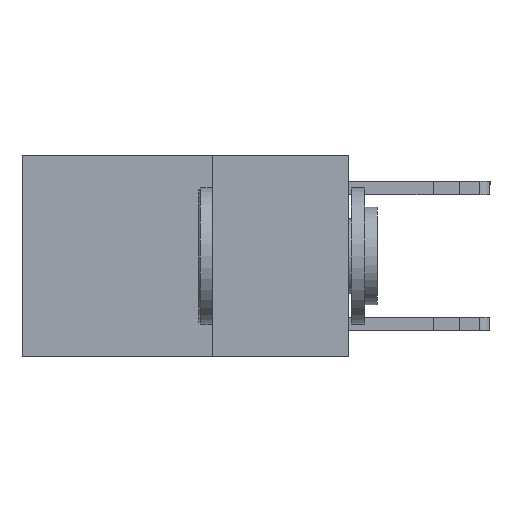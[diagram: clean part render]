
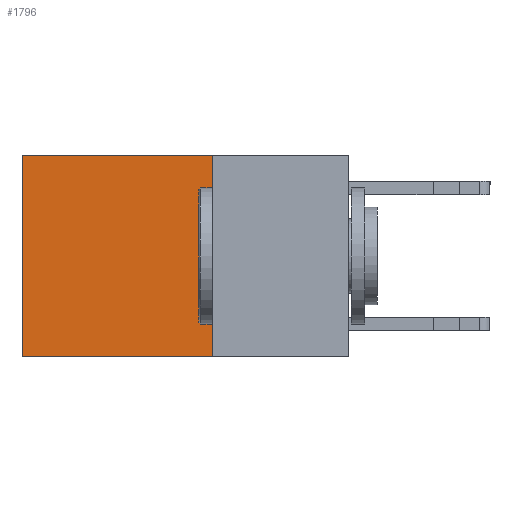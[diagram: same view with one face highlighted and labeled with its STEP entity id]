
A CAD part, left-side view. The second image highlights one B-rep face of the part: STEP entity #1796.
In plain terms, the highlighted planar face has unit normal (-1, 0, 0).
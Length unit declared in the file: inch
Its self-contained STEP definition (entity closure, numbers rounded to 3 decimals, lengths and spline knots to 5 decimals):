
#39 = AXIS2_PLACEMENT_3D ( 'NONE', #12831, #11842, #11117 ) ;
#225 = CARTESIAN_POINT ( 'NONE',  ( 0.2625, 0.6, 0. ) ) ;
#402 = DIRECTION ( 'NONE',  ( 0., 1., 0. ) ) ;
#534 = VERTEX_POINT ( 'NONE', #3925 ) ;
#744 = PLANE ( 'NONE',  #39 ) ;
#786 = LINE ( 'NONE', #5674, #1953 ) ;
#1796 = ADVANCED_FACE ( 'NONE', ( #4774 ), #744, .F. ) ;
#1953 = VECTOR ( 'NONE', #7666, 39.37008 ) ;
#1978 = ORIENTED_EDGE ( 'NONE', *, *, #10940, .F. ) ;
#2954 = ORIENTED_EDGE ( 'NONE', *, *, #7544, .T. ) ;
#3180 = ORIENTED_EDGE ( 'NONE', *, *, #11574, .T. ) ;
#3545 = LINE ( 'NONE', #6494, #5955 ) ;
#3784 = LINE ( 'NONE', #12940, #12761 ) ;
#3925 = CARTESIAN_POINT ( 'NONE',  ( 0.2625, 0.6, -0.37 ) ) ;
#4254 = VERTEX_POINT ( 'NONE', #225 ) ;
#4393 = CARTESIAN_POINT ( 'NONE',  ( 0.2625, 0.25, 0. ) ) ;
#4774 = FACE_OUTER_BOUND ( 'NONE', #12079, .T. ) ;
#4883 = DIRECTION ( 'NONE',  ( 0., 1., 0. ) ) ;
#5674 = CARTESIAN_POINT ( 'NONE',  ( 0.2625, 0.6, 0. ) ) ;
#5955 = VECTOR ( 'NONE', #402, 39.37008 ) ;
#6494 = CARTESIAN_POINT ( 'NONE',  ( 0.2625, 0.25, -0.37 ) ) ;
#6697 = LINE ( 'NONE', #4393, #7038 ) ;
#7035 = VERTEX_POINT ( 'NONE', #12472 ) ;
#7038 = VECTOR ( 'NONE', #10672, 39.37008 ) ;
#7544 = EDGE_CURVE ( 'NONE', #4254, #534, #786, .T. ) ;
#7666 = DIRECTION ( 'NONE',  ( 0., 0., -1. ) ) ;
#8772 = VERTEX_POINT ( 'NONE', #12750 ) ;
#10540 = EDGE_CURVE ( 'NONE', #7035, #8772, #6697, .T. ) ;
#10672 = DIRECTION ( 'NONE',  ( 0., 0., -1. ) ) ;
#10940 = EDGE_CURVE ( 'NONE', #8772, #534, #3545, .T. ) ;
#11117 = DIRECTION ( 'NONE',  ( 0., 0., -1. ) ) ;
#11367 = ORIENTED_EDGE ( 'NONE', *, *, #10540, .F. ) ;
#11574 = EDGE_CURVE ( 'NONE', #7035, #4254, #3784, .T. ) ;
#11842 = DIRECTION ( 'NONE',  ( 1., 0., 0. ) ) ;
#12079 = EDGE_LOOP ( 'NONE', ( #2954, #1978, #11367, #3180 ) ) ;
#12472 = CARTESIAN_POINT ( 'NONE',  ( 0.2625, 0.25, 0. ) ) ;
#12750 = CARTESIAN_POINT ( 'NONE',  ( 0.2625, 0.25, -0.37 ) ) ;
#12761 = VECTOR ( 'NONE', #4883, 39.37008 ) ;
#12831 = CARTESIAN_POINT ( 'NONE',  ( 0.2625, 0.25, 0. ) ) ;
#12940 = CARTESIAN_POINT ( 'NONE',  ( 0.2625, 0.25, 0. ) ) ;
